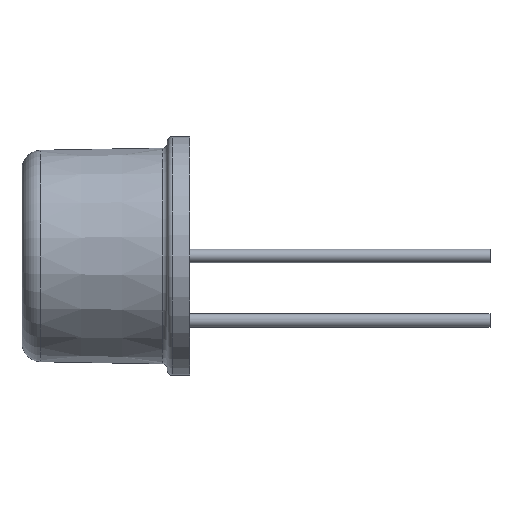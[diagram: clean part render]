
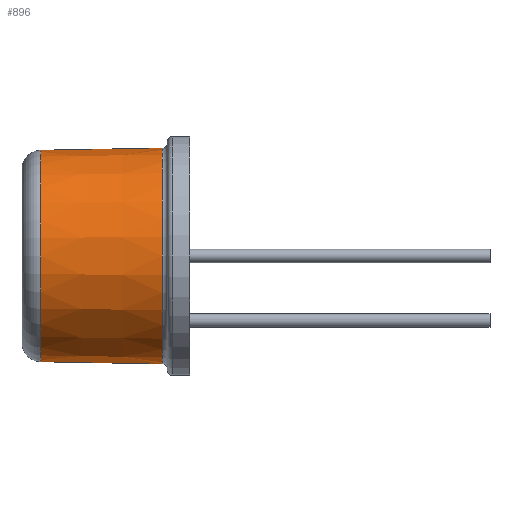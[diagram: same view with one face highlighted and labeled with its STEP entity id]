
A CAD part, left-side view. The second image highlights one B-rep face of the part: STEP entity #896.
In plain terms, the highlighted conical face has half-angle 1 degrees and reference radius 4.25 mm.
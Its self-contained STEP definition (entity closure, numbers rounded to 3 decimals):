
#4 = CARTESIAN_POINT ( 'NONE',  ( 0., 1.077, 0. ) ) ;
#55 = DIRECTION ( 'NONE',  ( 0., 1., 0. ) ) ;
#60 = AXIS2_PLACEMENT_3D ( 'NONE', #72, #1035, #1124 ) ;
#62 = VERTEX_POINT ( 'NONE', #387 ) ;
#72 = CARTESIAN_POINT ( 'NONE',  ( 0., 0.88, 0. ) ) ;
#171 = ORIENTED_EDGE ( 'NONE', *, *, #1449, .T. ) ;
#210 = CONICAL_SURFACE ( 'NONE', #60, 4.25, 0.017 ) ;
#219 = CARTESIAN_POINT ( 'NONE',  ( 0., 1.077, -4.247 ) ) ;
#320 = ORIENTED_EDGE ( 'NONE', *, *, #1398, .T. ) ;
#328 = EDGE_CURVE ( 'NONE', #1024, #1080, #1360, .T. ) ;
#387 = CARTESIAN_POINT ( 'NONE',  ( 0., 5.863, 4.163 ) ) ;
#411 = DIRECTION ( 'NONE',  ( 0., 0., 1. ) ) ;
#461 = VECTOR ( 'NONE', #820, 1000. ) ;
#497 = VECTOR ( 'NONE', #814, 1000. ) ;
#528 = DIRECTION ( 'NONE',  ( 0., 0., -1. ) ) ;
#579 = LINE ( 'NONE', #1046, #461 ) ;
#629 = ORIENTED_EDGE ( 'NONE', *, *, #328, .T. ) ;
#681 = LINE ( 'NONE', #926, #497 ) ;
#814 = DIRECTION ( 'NONE',  ( 0., -1., -0.017 ) ) ;
#820 = DIRECTION ( 'NONE',  ( 0., -1., 0.017 ) ) ;
#896 = ADVANCED_FACE ( 'NONE', ( #1486 ), #210, .T. ) ;
#915 = CIRCLE ( 'NONE', #944, 4.163 ) ;
#919 = CARTESIAN_POINT ( 'NONE',  ( 0., 1.077, 4.247 ) ) ;
#926 = CARTESIAN_POINT ( 'NONE',  ( 0., 0.88, -4.25 ) ) ;
#944 = AXIS2_PLACEMENT_3D ( 'NONE', #1349, #1236, #528 ) ;
#967 = ORIENTED_EDGE ( 'NONE', *, *, #1039, .F. ) ;
#1002 = AXIS2_PLACEMENT_3D ( 'NONE', #4, #55, #411 ) ;
#1024 = VERTEX_POINT ( 'NONE', #219 ) ;
#1035 = DIRECTION ( 'NONE',  ( 0., -1., 0. ) ) ;
#1039 = EDGE_CURVE ( 'NONE', #62, #1080, #579, .T. ) ;
#1046 = CARTESIAN_POINT ( 'NONE',  ( 0., 0.88, 4.25 ) ) ;
#1062 = CARTESIAN_POINT ( 'NONE',  ( 0., 5.863, -4.163 ) ) ;
#1080 = VERTEX_POINT ( 'NONE', #919 ) ;
#1124 = DIRECTION ( 'NONE',  ( 0., 0., 1. ) ) ;
#1176 = VERTEX_POINT ( 'NONE', #1062 ) ;
#1236 = DIRECTION ( 'NONE',  ( 0., -1., 0. ) ) ;
#1265 = EDGE_LOOP ( 'NONE', ( #320, #171, #629, #967 ) ) ;
#1349 = CARTESIAN_POINT ( 'NONE',  ( 0., 5.863, 0. ) ) ;
#1360 = CIRCLE ( 'NONE', #1002, 4.247 ) ;
#1398 = EDGE_CURVE ( 'NONE', #62, #1176, #915, .T. ) ;
#1449 = EDGE_CURVE ( 'NONE', #1176, #1024, #681, .T. ) ;
#1486 = FACE_OUTER_BOUND ( 'NONE', #1265, .T. ) ;
